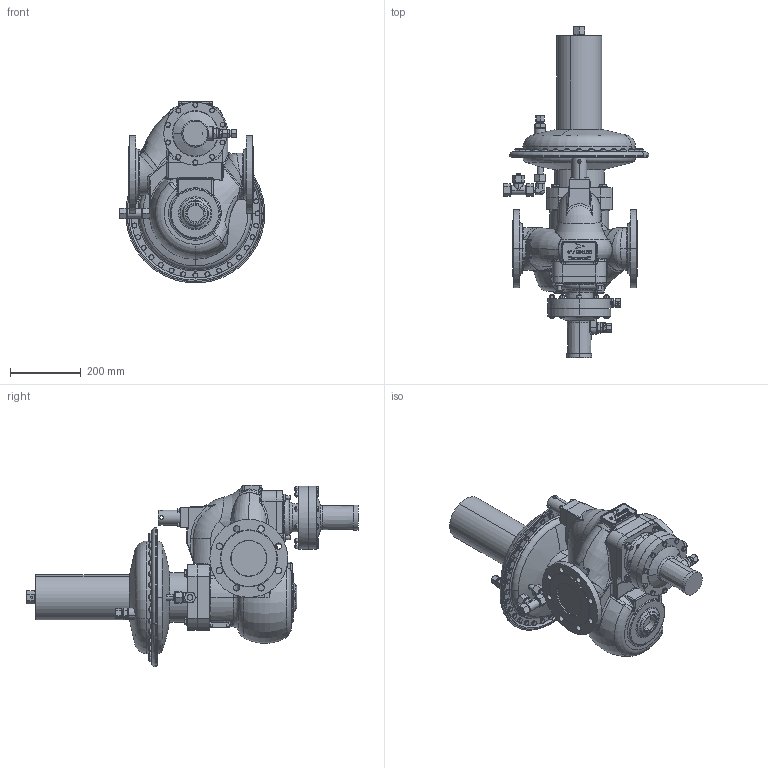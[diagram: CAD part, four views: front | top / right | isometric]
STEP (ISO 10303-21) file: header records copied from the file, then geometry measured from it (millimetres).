
FILE_DESCRIPTION (( 'STEP AP214' ), '1' );
FILE_NAME ('HON380_DN100_DN100_PN16_X_HON674_R_RE2.STEP', '2022-08-22T12:38:45', ( '' ), ( '' ), 'SwSTEP 2.0', 'SolidWorks 2019', '' );
FILE_SCHEMA (( 'AUTOMOTIVE_DESIGN' ));
Length unit declared in the file: millimetre
Products named in the file (1): HON380_DN100_DN100_PN16_X_HON674_R_RE2
Bounding box: 411.41 x 936.76 x 513.41 mm (x, y, z)
Volume: 28954853.7 mm3; surface area: 1985000.9 mm2
Topology: 2 solids, 6 shells, 4004 faces, 9732 edges, 6005 vertices
Faces by surface type: plane 1702, cone 790, cylinder 789, bspline 547, torus 160, sphere 16
Entity records: 202789 total; most frequent: CARTESIAN_POINT 114282, ORIENTED_EDGE 19352, DIRECTION 16542, EDGE_CURVE 9676, AXIS2_PLACEMENT_3D 6417, VERTEX_POINT 6005, EDGE_LOOP 4463, ADVANCED_FACE 4004
